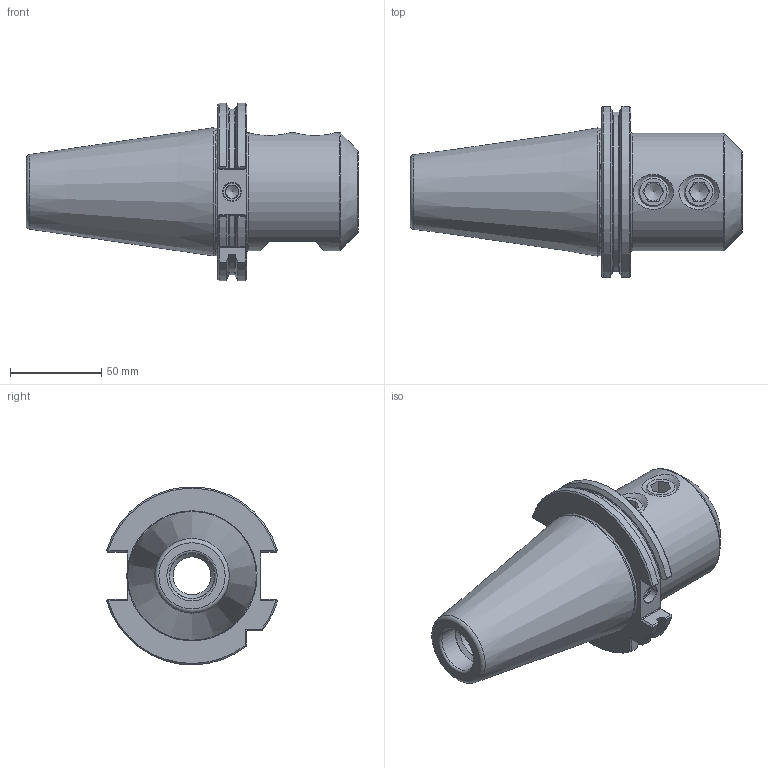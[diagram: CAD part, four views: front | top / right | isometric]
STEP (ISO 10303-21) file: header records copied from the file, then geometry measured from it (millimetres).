
FILE_DESCRIPTION( ( 'Unknown' ), '1' );
FILE_NAME( '225032550-D.stp', 'Unknown', ( 'Unknown' ), ( 'Unknown' ), 'PSStep 15.0.49', 'Unknown', ' ' );
FILE_SCHEMA( ( 'AUTOMOTIVE_DESIGN { 1 0 10303 214 1 1 1 1 }' ) );
Length unit declared in the file: millimetre
Products named in the file (3): 1; 2; 3
Bounding box: 181.6 x 93.58 x 97.32 mm (x, y, z)
Volume: 477150 mm3; surface area: 63691.6 mm2
Topology: 3 solids, 3 shells, 141 faces, 366 edges, 231 vertices
Faces by surface type: plane 72, cone 30, cylinder 26, torus 13
Full cylindrical faces by diameter (mm): 7 x1, 10 x1, 15.835 x2, 18 x2, 20.752 x2, 25 x2, 25.5 x1, 64.5 x1
Entity records: 5552 total; most frequent: CARTESIAN_POINT 1230, DIRECTION 642, ORIENTED_EDGE 620, EDGE_CURVE 310, AXIS2_PLACEMENT_3D 247, VERTEX_POINT 217, EDGE_LOOP 186, FACE_OUTER_BOUND 160
